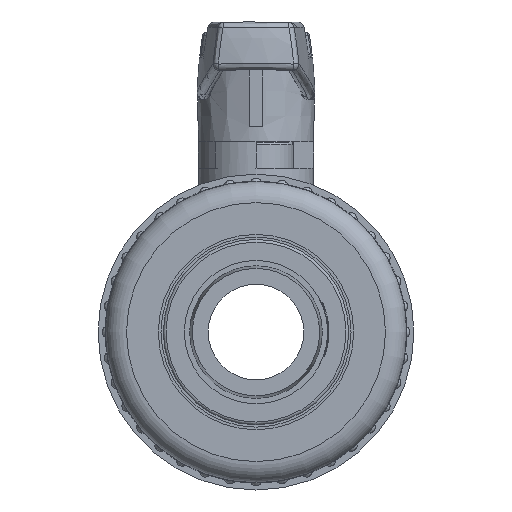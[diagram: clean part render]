
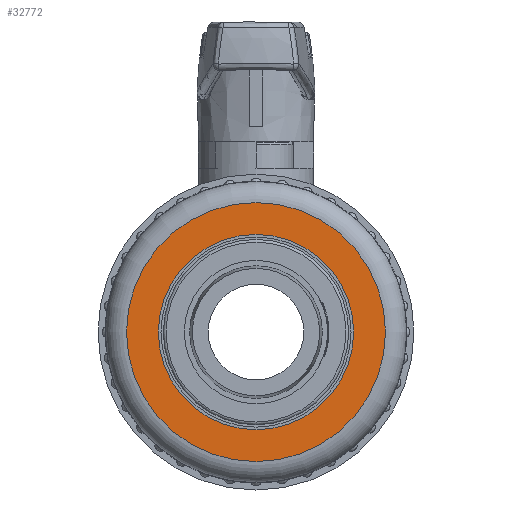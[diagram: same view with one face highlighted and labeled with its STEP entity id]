
A CAD part, left-side view. The second image highlights one B-rep face of the part: STEP entity #32772.
In plain terms, the highlighted planar face has unit normal (-1, 0, 0).
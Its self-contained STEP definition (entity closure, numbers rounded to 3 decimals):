
#2928=FACE_BOUND('',#5635,.T.);
#3683=FACE_OUTER_BOUND('',#5634,.T.);
#5634=EDGE_LOOP('',(#23216));
#5635=EDGE_LOOP('',(#23217));
#7740=CIRCLE('',#35009,18.4);
#7741=CIRCLE('',#35012,24.4);
#13615=VERTEX_POINT('',#55151);
#13616=VERTEX_POINT('',#55156);
#17315=EDGE_CURVE('',#13615,#13615,#7740,.T.);
#17316=EDGE_CURVE('',#13616,#13616,#7741,.T.);
#23216=ORIENTED_EDGE('',*,*,#17316,.T.);
#23217=ORIENTED_EDGE('',*,*,#17315,.F.);
#31927=PLANE('',#35011);
#32772=ADVANCED_FACE('',(#3683,#2928),#31927,.T.);
#35009=AXIS2_PLACEMENT_3D('',#55153,#37987,#37988);
#35011=AXIS2_PLACEMENT_3D('',#55155,#37991,#37992);
#35012=AXIS2_PLACEMENT_3D('',#55157,#37993,#37994);
#37987=DIRECTION('center_axis',(-1.,0.,0.));
#37988=DIRECTION('ref_axis',(0.,0.,-1.));
#37991=DIRECTION('center_axis',(-1.,0.,0.));
#37992=DIRECTION('ref_axis',(0.,0.,1.));
#37993=DIRECTION('center_axis',(-1.,0.,0.));
#37994=DIRECTION('ref_axis',(0.,0.,-1.));
#55151=CARTESIAN_POINT('',(-35.55,0.5,-15.45));
#55153=CARTESIAN_POINT('Origin',(-35.55,0.5,2.95));
#55155=CARTESIAN_POINT('Origin',(-35.55,0.5,2.95));
#55156=CARTESIAN_POINT('',(-35.55,0.5,-21.45));
#55157=CARTESIAN_POINT('Origin',(-35.55,0.5,2.95));
